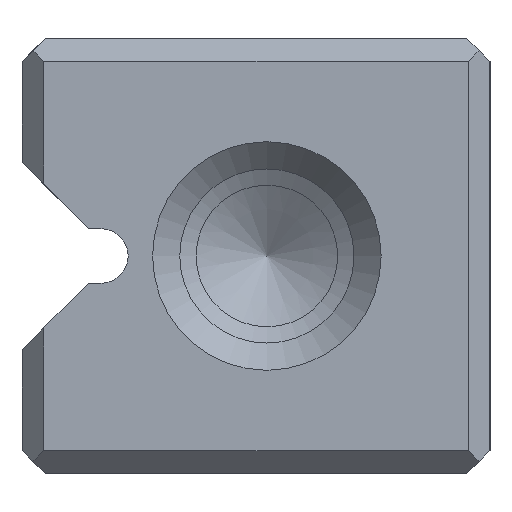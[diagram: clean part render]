
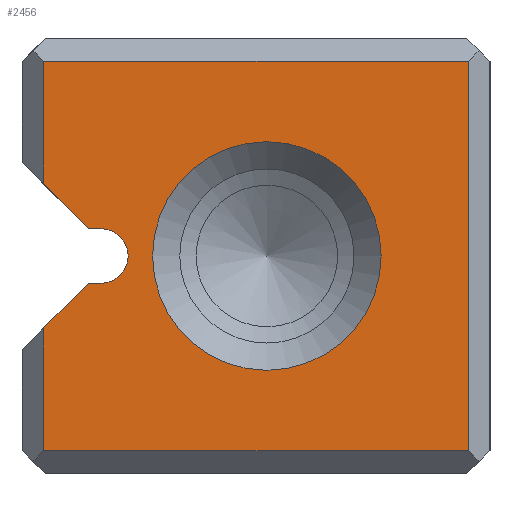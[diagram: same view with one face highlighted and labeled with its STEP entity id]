
A CAD part, left-side view. The second image highlights one B-rep face of the part: STEP entity #2456.
In plain terms, the highlighted planar face has unit normal (-1, 0, 0).
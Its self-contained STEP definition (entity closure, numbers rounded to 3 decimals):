
#2456=ADVANCED_FACE('',(#3149,#3150),#2826,.T.);
#2826=PLANE('',#8648);
#3065=CIRCLE('',#8646,2.1);
#3066=CIRCLE('',#8647,0.5);
#3149=FACE_BOUND('',#3316,.T.);
#3150=FACE_BOUND('',#3317,.T.);
#3316=EDGE_LOOP('',(#4191));
#3317=EDGE_LOOP('',(#4192,#4193,#4194,#4195,#4196,#4197,#4198,#4199,#4200,
#4201));
#4191=ORIENTED_EDGE('',*,*,#6643,.T.);
#4192=ORIENTED_EDGE('',*,*,#6644,.T.);
#4193=ORIENTED_EDGE('',*,*,#6645,.T.);
#4194=ORIENTED_EDGE('',*,*,#6646,.T.);
#4195=ORIENTED_EDGE('',*,*,#6647,.T.);
#4196=ORIENTED_EDGE('',*,*,#6648,.T.);
#4197=ORIENTED_EDGE('',*,*,#6649,.T.);
#4198=ORIENTED_EDGE('',*,*,#6650,.T.);
#4199=ORIENTED_EDGE('',*,*,#6651,.F.);
#4200=ORIENTED_EDGE('',*,*,#6652,.F.);
#4201=ORIENTED_EDGE('',*,*,#6653,.T.);
#6008=VERTEX_POINT('',#11087);
#6009=VERTEX_POINT('',#11089);
#6010=VERTEX_POINT('',#11090);
#6011=VERTEX_POINT('',#11092);
#6012=VERTEX_POINT('',#11094);
#6013=VERTEX_POINT('',#11096);
#6014=VERTEX_POINT('',#11098);
#6015=VERTEX_POINT('',#11100);
#6016=VERTEX_POINT('',#11102);
#6017=VERTEX_POINT('',#11104);
#6018=VERTEX_POINT('',#11106);
#6643=EDGE_CURVE('',#6008,#6008,#3065,.T.);
#6644=EDGE_CURVE('',#6009,#6010,#7471,.T.);
#6645=EDGE_CURVE('',#6010,#6011,#7472,.T.);
#6646=EDGE_CURVE('',#6011,#6012,#7473,.T.);
#6647=EDGE_CURVE('',#6012,#6013,#7474,.T.);
#6648=EDGE_CURVE('',#6013,#6014,#7475,.T.);
#6649=EDGE_CURVE('',#6014,#6015,#7476,.T.);
#6650=EDGE_CURVE('',#6015,#6016,#3066,.T.);
#6651=EDGE_CURVE('',#6017,#6016,#7477,.T.);
#6652=EDGE_CURVE('',#6018,#6017,#7478,.T.);
#6653=EDGE_CURVE('',#6018,#6009,#7479,.T.);
#7471=LINE('',#11088,#8138);
#7472=LINE('',#11091,#8139);
#7473=LINE('',#11093,#8140);
#7474=LINE('',#11095,#8141);
#7475=LINE('',#11097,#8142);
#7476=LINE('',#11099,#8143);
#7477=LINE('',#11103,#8144);
#7478=LINE('',#11105,#8145);
#7479=LINE('',#11107,#8146);
#8138=VECTOR('',#9180,1.);
#8139=VECTOR('',#9181,1.);
#8140=VECTOR('',#9182,1.);
#8141=VECTOR('',#9183,1.);
#8142=VECTOR('',#9184,1.);
#8143=VECTOR('',#9185,1.);
#8144=VECTOR('',#9188,1.);
#8145=VECTOR('',#9189,1.);
#8146=VECTOR('',#9190,1.);
#8646=AXIS2_PLACEMENT_3D('',#11086,#9178,#9179);
#8647=AXIS2_PLACEMENT_3D('',#11101,#9186,#9187);
#8648=AXIS2_PLACEMENT_3D('',#11108,#9191,#9192);
#9178=DIRECTION('',(1.,0.,0.));
#9179=DIRECTION('',(0.,0.,-1.));
#9180=DIRECTION('',(0.,-1.,0.));
#9181=DIRECTION('',(0.,0.,1.));
#9182=DIRECTION('',(0.,1.,0.));
#9183=DIRECTION('',(0.,0.,-1.));
#9184=DIRECTION('',(0.,-0.707,-0.707));
#9185=DIRECTION('',(0.,-1.,0.));
#9186=DIRECTION('',(1.,0.,0.));
#9187=DIRECTION('',(0.,0.,1.));
#9188=DIRECTION('',(0.,-1.,0.));
#9189=DIRECTION('',(0.,-0.707,0.707));
#9190=DIRECTION('',(0.,0.,-1.));
#9191=DIRECTION('',(-1.,0.,0.));
#9192=DIRECTION('',(0.,0.,-1.));
#11086=CARTESIAN_POINT('',(0.,4.1,4.));
#11087=CARTESIAN_POINT('',(0.,4.1,1.9));
#11088=CARTESIAN_POINT('',(0.,4.3,0.425));
#11089=CARTESIAN_POINT('',(0.,8.2,0.425));
#11090=CARTESIAN_POINT('',(0.,0.4,0.425));
#11091=CARTESIAN_POINT('',(0.,0.4,0.));
#11092=CARTESIAN_POINT('',(0.,0.4,7.575));
#11093=CARTESIAN_POINT('',(0.,4.3,7.575));
#11094=CARTESIAN_POINT('',(0.,8.2,7.575));
#11095=CARTESIAN_POINT('',(0.,8.2,0.));
#11096=CARTESIAN_POINT('',(0.,8.2,5.321));
#11097=CARTESIAN_POINT('',(0.,8.6,5.721));
#11098=CARTESIAN_POINT('',(0.,7.379,4.5));
#11099=CARTESIAN_POINT('',(0.,6.65,4.5));
#11100=CARTESIAN_POINT('',(0.,7.15,4.5));
#11101=CARTESIAN_POINT('',(0.,7.15,4.));
#11102=CARTESIAN_POINT('',(0.,7.15,3.5));
#11103=CARTESIAN_POINT('',(0.,6.65,3.5));
#11104=CARTESIAN_POINT('',(0.,7.379,3.5));
#11105=CARTESIAN_POINT('',(0.,8.6,2.279));
#11106=CARTESIAN_POINT('',(0.,8.2,2.679));
#11107=CARTESIAN_POINT('',(0.,8.2,0.));
#11108=CARTESIAN_POINT('',(0.,4.3,0.));
